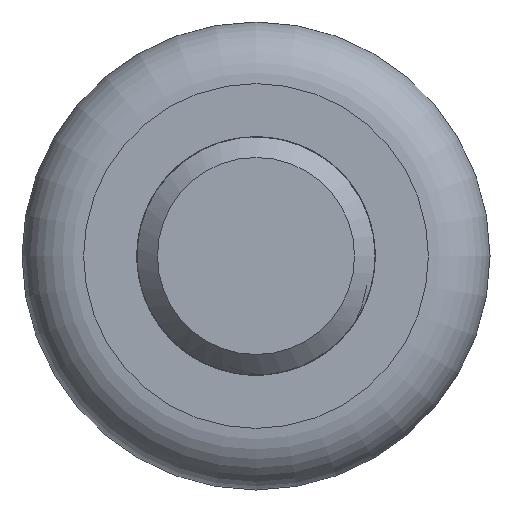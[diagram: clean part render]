
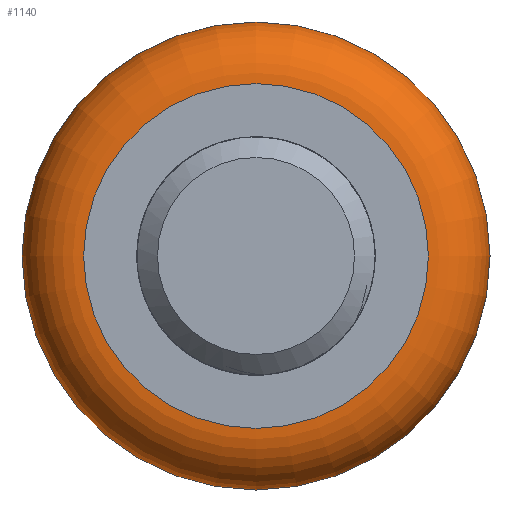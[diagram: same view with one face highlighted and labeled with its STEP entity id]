
A CAD part, front view. The second image highlights one B-rep face of the part: STEP entity #1140.
In plain terms, the highlighted toroidal (fillet/blend) face has major radius 1.4 mm and minor radius 0.5 mm.
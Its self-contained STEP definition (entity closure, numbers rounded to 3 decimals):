
#16=TOROIDAL_SURFACE('',#1229,1.4,0.5);
#97=FACE_OUTER_BOUND('',#162,.T.);
#162=EDGE_LOOP('',(#1012,#1013,#1014,#1015,#1016));
#180=CIRCLE('',#1227,1.9);
#181=CIRCLE('',#1228,1.9);
#182=CIRCLE('',#1230,1.4);
#183=CIRCLE('',#1231,0.5);
#519=VERTEX_POINT('',#4352);
#520=VERTEX_POINT('',#4353);
#521=VERTEX_POINT('',#4358);
#686=EDGE_CURVE('',#519,#520,#180,.T.);
#688=EDGE_CURVE('',#520,#519,#181,.T.);
#689=EDGE_CURVE('',#521,#521,#182,.T.);
#690=EDGE_CURVE('',#521,#520,#183,.T.);
#1012=ORIENTED_EDGE('',*,*,#689,.T.);
#1013=ORIENTED_EDGE('',*,*,#690,.T.);
#1014=ORIENTED_EDGE('',*,*,#688,.T.);
#1015=ORIENTED_EDGE('',*,*,#686,.T.);
#1016=ORIENTED_EDGE('',*,*,#690,.F.);
#1140=ADVANCED_FACE('',(#97),#16,.T.);
#1227=AXIS2_PLACEMENT_3D('',#4354,#1438,#1439);
#1228=AXIS2_PLACEMENT_3D('',#4356,#1441,#1442);
#1229=AXIS2_PLACEMENT_3D('',#4357,#1443,#1444);
#1230=AXIS2_PLACEMENT_3D('',#4359,#1445,#1446);
#1231=AXIS2_PLACEMENT_3D('',#4360,#1447,#1448);
#1438=DIRECTION('center_axis',(0.,-1.,0.));
#1439=DIRECTION('ref_axis',(-1.,0.,0.));
#1441=DIRECTION('center_axis',(0.,-1.,0.));
#1442=DIRECTION('ref_axis',(-1.,0.,0.));
#1443=DIRECTION('center_axis',(0.,-1.,0.));
#1444=DIRECTION('ref_axis',(0.,0.,-1.));
#1445=DIRECTION('center_axis',(0.,1.,0.));
#1446=DIRECTION('ref_axis',(-1.,0.,0.));
#1447=DIRECTION('center_axis',(-1.,0.,0.));
#1448=DIRECTION('ref_axis',(0.,0.,1.));
#4352=CARTESIAN_POINT('',(-1.9,8.5,0.));
#4353=CARTESIAN_POINT('',(0.,8.5,1.9));
#4354=CARTESIAN_POINT('Origin',(0.,8.5,0.));
#4356=CARTESIAN_POINT('Origin',(0.,8.5,0.));
#4357=CARTESIAN_POINT('Origin',(0.,8.5,0.));
#4358=CARTESIAN_POINT('',(0.,8.,1.4));
#4359=CARTESIAN_POINT('Origin',(0.,8.,0.));
#4360=CARTESIAN_POINT('Origin',(0.,8.5,1.4));
